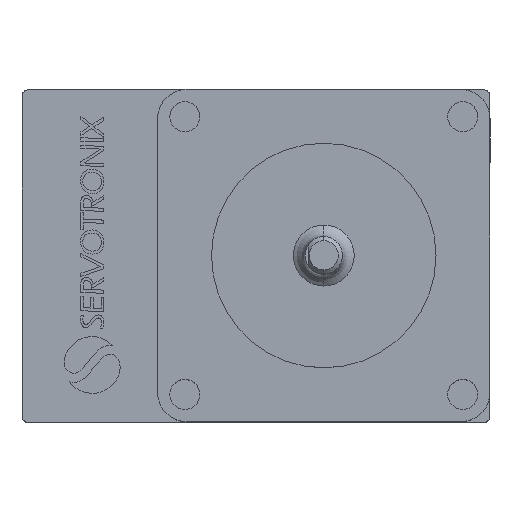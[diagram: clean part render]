
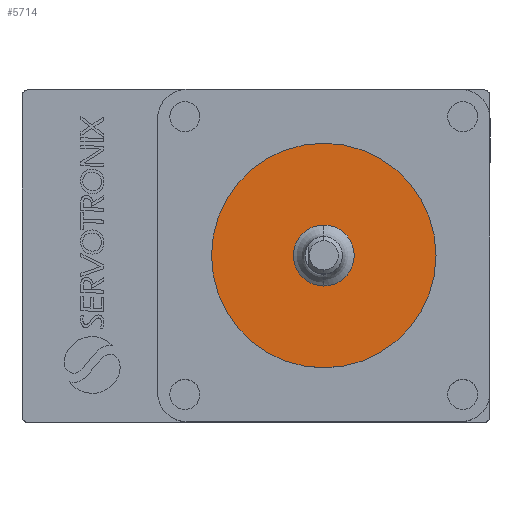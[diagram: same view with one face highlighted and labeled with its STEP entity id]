
A CAD part, top view. The second image highlights one B-rep face of the part: STEP entity #5714.
In plain terms, the highlighted planar face has unit normal (0, 0, 1).
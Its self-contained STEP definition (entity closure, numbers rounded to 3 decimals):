
#193 = CARTESIAN_POINT ( 'NONE',  ( 0., 0., -8.9 ) ) ;
#324 = CARTESIAN_POINT ( 'NONE',  ( 0., 0., -8.9 ) ) ;
#2914 = DIRECTION ( 'NONE',  ( 0., 0., 1. ) ) ;
#3014 = DIRECTION ( 'NONE',  ( 0., 1., 0. ) ) ;
#3131 = DIRECTION ( 'NONE',  ( 0., 1., 0. ) ) ;
#5714 = ADVANCED_FACE ( 'NONE', ( #15852 ), #16692, .T. ) ;
#9406 = VERTEX_POINT ( 'NONE', #14274 ) ;
#10480 = ORIENTED_EDGE ( 'NONE', *, *, #15458, .T. ) ;
#13661 = CARTESIAN_POINT ( 'NONE',  ( 0., 19.05, -8.9 ) ) ;
#14274 = CARTESIAN_POINT ( 'NONE',  ( 0., -19.05, -8.9 ) ) ;
#15458 = EDGE_CURVE ( 'NONE', #16350, #9406, #28353, .T. ) ;
#15852 = FACE_OUTER_BOUND ( 'NONE', #28258, .T. ) ;
#16350 = VERTEX_POINT ( 'NONE', #13661 ) ;
#16402 = AXIS2_PLACEMENT_3D ( 'NONE', #193, #19689, #3014 ) ;
#16692 = PLANE ( 'NONE',  #19729 ) ;
#18478 = CIRCLE ( 'NONE', #29215, 19.05 ) ;
#19689 = DIRECTION ( 'NONE',  ( 0., 0., 1. ) ) ;
#19729 = AXIS2_PLACEMENT_3D ( 'NONE', #22295, #2914, #22416 ) ;
#19811 = DIRECTION ( 'NONE',  ( 0., 0., 1. ) ) ;
#22295 = CARTESIAN_POINT ( 'NONE',  ( 0., 0., -8.9 ) ) ;
#22416 = DIRECTION ( 'NONE',  ( 0., 1., 0. ) ) ;
#27267 = EDGE_CURVE ( 'NONE', #9406, #16350, #18478, .T. ) ;
#28258 = EDGE_LOOP ( 'NONE', ( #34629, #10480 ) ) ;
#28353 = CIRCLE ( 'NONE', #16402, 19.05 ) ;
#29215 = AXIS2_PLACEMENT_3D ( 'NONE', #324, #19811, #3131 ) ;
#34629 = ORIENTED_EDGE ( 'NONE', *, *, #27267, .T. ) ;
